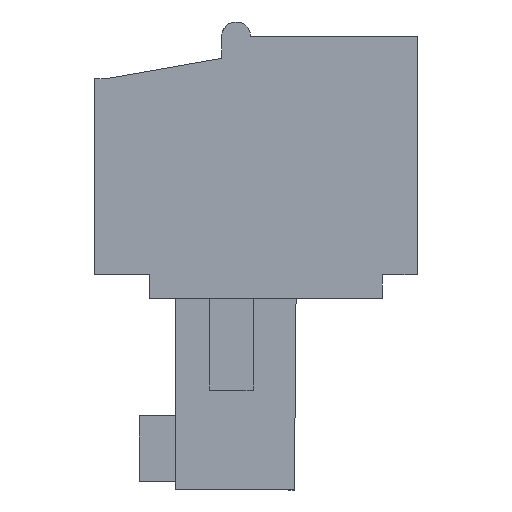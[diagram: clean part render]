
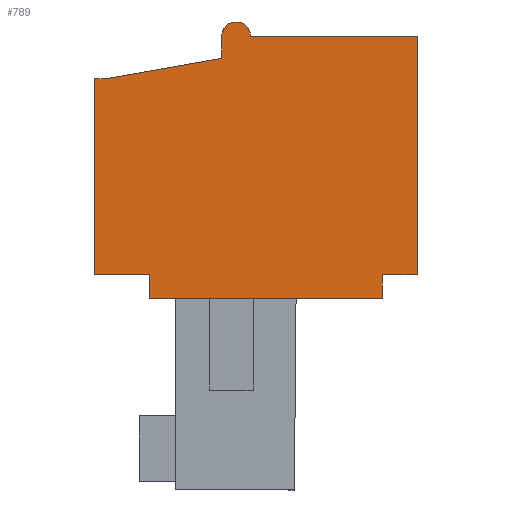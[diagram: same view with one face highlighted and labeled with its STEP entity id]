
A CAD part, left-side view. The second image highlights one B-rep face of the part: STEP entity #789.
In plain terms, the highlighted planar face has unit normal (-1, 0, 0).
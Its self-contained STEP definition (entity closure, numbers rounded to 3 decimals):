
#705=AXIS2_PLACEMENT_3D('Plane Axis2P3D',#702,#703,#704) ;
#723=AXIS2_PLACEMENT_3D('Circle Axis2P3D',#721,#722,$) ;
#40=CARTESIAN_POINT('Vertex',(0.,1.2,7.4)) ;
#45=CARTESIAN_POINT('Line Origine',(0.,1.2,7.)) ;
#49=CARTESIAN_POINT('Vertex',(0.,1.2,6.6)) ;
#600=CARTESIAN_POINT('Vertex',(0.,0.,7.4)) ;
#603=CARTESIAN_POINT('Line Origine',(0.,0.6,7.4)) ;
#702=CARTESIAN_POINT('Axis2P3D Location',(0.,0.,0.)) ;
#707=CARTESIAN_POINT('Line Origine',(0.,0.,11.5)) ;
#711=CARTESIAN_POINT('Vertex',(0.,0.,15.6)) ;
#714=CARTESIAN_POINT('Line Origine',(0.,2.865,15.6)) ;
#718=CARTESIAN_POINT('Vertex',(0.,5.73,15.6)) ;
#721=CARTESIAN_POINT('Axis2P3D Location',(0.,6.23,15.6)) ;
#725=CARTESIAN_POINT('Vertex',(0.,6.73,15.6)) ;
#728=CARTESIAN_POINT('Line Origine',(0.,6.73,15.225)) ;
#732=CARTESIAN_POINT('Vertex',(0.,6.73,14.85)) ;
#735=CARTESIAN_POINT('Line Origine',(0.,8.715,14.5)) ;
#739=CARTESIAN_POINT('Vertex',(0.,10.7,14.15)) ;
#742=CARTESIAN_POINT('Line Origine',(0.,10.9,14.15)) ;
#746=CARTESIAN_POINT('Vertex',(0.,11.1,14.15)) ;
#749=CARTESIAN_POINT('Line Origine',(0.,11.1,10.775)) ;
#753=CARTESIAN_POINT('Vertex',(0.,11.1,7.4)) ;
#756=CARTESIAN_POINT('Line Origine',(0.,10.15,7.4)) ;
#760=CARTESIAN_POINT('Vertex',(0.,9.2,7.4)) ;
#763=CARTESIAN_POINT('Line Origine',(0.,9.2,7.)) ;
#767=CARTESIAN_POINT('Vertex',(0.,9.2,6.6)) ;
#770=CARTESIAN_POINT('Line Origine',(0.,5.2,6.6)) ;
#46=DIRECTION('Vector Direction',(0.,0.,-1.)) ;
#604=DIRECTION('Vector Direction',(0.,1.,0.)) ;
#703=DIRECTION('Axis2P3D Direction',(-1.,0.,0.)) ;
#704=DIRECTION('Axis2P3D XDirection',(0.,0.,1.)) ;
#708=DIRECTION('Vector Direction',(0.,0.,-1.)) ;
#715=DIRECTION('Vector Direction',(0.,-1.,0.)) ;
#722=DIRECTION('Axis2P3D Direction',(-1.,0.,0.)) ;
#729=DIRECTION('Vector Direction',(0.,0.,1.)) ;
#736=DIRECTION('Vector Direction',(0.,-0.985,0.174)) ;
#743=DIRECTION('Vector Direction',(0.,-1.,0.)) ;
#750=DIRECTION('Vector Direction',(0.,0.,1.)) ;
#757=DIRECTION('Vector Direction',(0.,1.,0.)) ;
#764=DIRECTION('Vector Direction',(0.,0.,1.)) ;
#771=DIRECTION('Vector Direction',(0.,1.,0.)) ;
#47=VECTOR('Line Direction',#46,1.) ;
#605=VECTOR('Line Direction',#604,1.) ;
#709=VECTOR('Line Direction',#708,1.) ;
#716=VECTOR('Line Direction',#715,1.) ;
#730=VECTOR('Line Direction',#729,1.) ;
#737=VECTOR('Line Direction',#736,1.) ;
#744=VECTOR('Line Direction',#743,1.) ;
#751=VECTOR('Line Direction',#750,1.) ;
#758=VECTOR('Line Direction',#757,1.) ;
#765=VECTOR('Line Direction',#764,1.) ;
#772=VECTOR('Line Direction',#771,1.) ;
#776=ORIENTED_EDGE('',*,*,#713,.T.) ;
#777=ORIENTED_EDGE('',*,*,#720,.T.) ;
#778=ORIENTED_EDGE('',*,*,#727,.T.) ;
#779=ORIENTED_EDGE('',*,*,#734,.T.) ;
#780=ORIENTED_EDGE('',*,*,#741,.T.) ;
#781=ORIENTED_EDGE('',*,*,#748,.T.) ;
#782=ORIENTED_EDGE('',*,*,#755,.T.) ;
#783=ORIENTED_EDGE('',*,*,#762,.T.) ;
#784=ORIENTED_EDGE('',*,*,#769,.T.) ;
#785=ORIENTED_EDGE('',*,*,#774,.T.) ;
#786=ORIENTED_EDGE('',*,*,#51,.T.) ;
#787=ORIENTED_EDGE('',*,*,#607,.T.) ;
#789=ADVANCED_FACE('HOUSING',(#788),#706,.T.) ;
#724=CIRCLE('generated circle',#723,0.5) ;
#51=EDGE_CURVE('',#50,#41,#48,.F.) ;
#607=EDGE_CURVE('',#41,#601,#606,.F.) ;
#713=EDGE_CURVE('',#601,#712,#710,.F.) ;
#720=EDGE_CURVE('',#712,#719,#717,.F.) ;
#727=EDGE_CURVE('',#719,#726,#724,.T.) ;
#734=EDGE_CURVE('',#726,#733,#731,.F.) ;
#741=EDGE_CURVE('',#733,#740,#738,.F.) ;
#748=EDGE_CURVE('',#740,#747,#745,.F.) ;
#755=EDGE_CURVE('',#747,#754,#752,.F.) ;
#762=EDGE_CURVE('',#754,#761,#759,.F.) ;
#769=EDGE_CURVE('',#761,#768,#766,.F.) ;
#774=EDGE_CURVE('',#768,#50,#773,.F.) ;
#775=EDGE_LOOP('',(#776,#777,#778,#779,#780,#781,#782,#783,#784,#785,#786,#787)) ;
#788=FACE_OUTER_BOUND('',#775,.T.) ;
#48=LINE('Line',#45,#47) ;
#606=LINE('Line',#603,#605) ;
#710=LINE('Line',#707,#709) ;
#717=LINE('Line',#714,#716) ;
#731=LINE('Line',#728,#730) ;
#738=LINE('Line',#735,#737) ;
#745=LINE('Line',#742,#744) ;
#752=LINE('Line',#749,#751) ;
#759=LINE('Line',#756,#758) ;
#766=LINE('Line',#763,#765) ;
#773=LINE('Line',#770,#772) ;
#706=PLANE('',#705) ;
#41=VERTEX_POINT('',#40) ;
#50=VERTEX_POINT('',#49) ;
#601=VERTEX_POINT('',#600) ;
#712=VERTEX_POINT('',#711) ;
#719=VERTEX_POINT('',#718) ;
#726=VERTEX_POINT('',#725) ;
#733=VERTEX_POINT('',#732) ;
#740=VERTEX_POINT('',#739) ;
#747=VERTEX_POINT('',#746) ;
#754=VERTEX_POINT('',#753) ;
#761=VERTEX_POINT('',#760) ;
#768=VERTEX_POINT('',#767) ;
